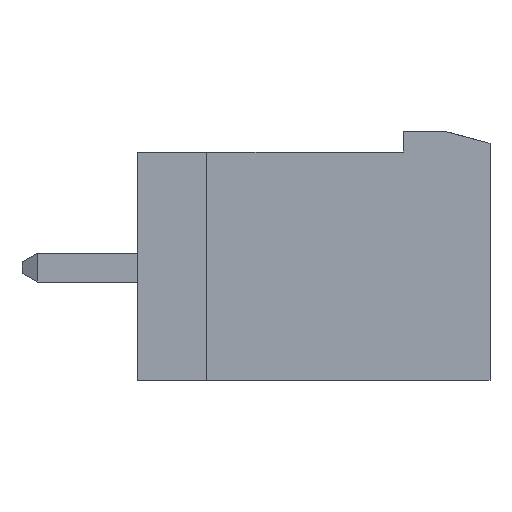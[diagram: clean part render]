
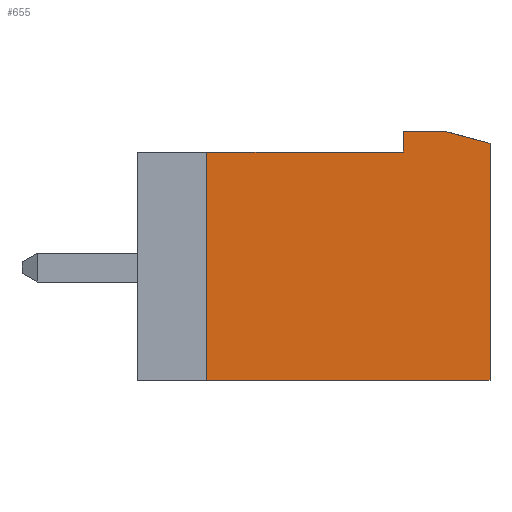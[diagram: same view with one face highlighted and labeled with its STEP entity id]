
A CAD part, front view. The second image highlights one B-rep face of the part: STEP entity #655.
In plain terms, the highlighted planar face has unit normal (0, -1, 0).
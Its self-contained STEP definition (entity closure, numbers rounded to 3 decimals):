
#655 = ADVANCED_FACE( '', ( #1351 ), #1352, .F. );
#1351 = FACE_OUTER_BOUND( '', #2053, .T. );
#1352 = PLANE( '', #2054 );
#2053 = EDGE_LOOP( '', ( #3929, #3930, #3931, #3932, #3933, #3934, #3935 ) );
#2054 = AXIS2_PLACEMENT_3D( '', #3936, #3937, #3938 );
#3929 = ORIENTED_EDGE( '', *, *, #4648, .T. );
#3930 = ORIENTED_EDGE( '', *, *, #4667, .T. );
#3931 = ORIENTED_EDGE( '', *, *, #4658, .T. );
#3932 = ORIENTED_EDGE( '', *, *, #4177, .T. );
#3933 = ORIENTED_EDGE( '', *, *, #4784, .T. );
#3934 = ORIENTED_EDGE( '', *, *, #4332, .T. );
#3935 = ORIENTED_EDGE( '', *, *, #4502, .T. );
#3936 = CARTESIAN_POINT( '', ( 0., -36.56, 60.7 ) );
#3937 = DIRECTION( '', ( 0., 1., 0. ) );
#3938 = DIRECTION( '', ( -1., 0., 0. ) );
#4177 = EDGE_CURVE( '', #5026, #5024, #5027, .T. );
#4332 = EDGE_CURVE( '', #5289, #5287, #5290, .T. );
#4502 = EDGE_CURVE( '', #5287, #5546, #5548, .T. );
#4648 = EDGE_CURVE( '', #5546, #5737, #5739, .T. );
#4658 = EDGE_CURVE( '', #5752, #5026, #5753, .T. );
#4667 = EDGE_CURVE( '', #5737, #5752, #5765, .T. );
#4784 = EDGE_CURVE( '', #5024, #5289, #5895, .T. );
#5024 = VERTEX_POINT( '', #6216 );
#5026 = VERTEX_POINT( '', #6219 );
#5027 = LINE( '', #6220, #6221 );
#5287 = VERTEX_POINT( '', #6611 );
#5289 = VERTEX_POINT( '', #6614 );
#5290 = LINE( '', #6615, #6616 );
#5546 = VERTEX_POINT( '', #6995 );
#5548 = LINE( '', #6998, #6999 );
#5737 = VERTEX_POINT( '', #7284 );
#5739 = LINE( '', #7287, #7288 );
#5752 = VERTEX_POINT( '', #7307 );
#5753 = LINE( '', #7308, #7309 );
#5765 = LINE( '', #7327, #7328 );
#5895 = LINE( '', #7521, #7522 );
#6216 = CARTESIAN_POINT( '', ( 3., -36.56, 52.1 ) );
#6219 = CARTESIAN_POINT( '', ( -6.8, -36.56, 52.1 ) );
#6220 = CARTESIAN_POINT( '', ( 3., -36.56, 52.1 ) );
#6221 = VECTOR( '', #7692, 1000. );
#6611 = CARTESIAN_POINT( '', ( 1.507, -36.56, 60.7 ) );
#6614 = CARTESIAN_POINT( '', ( 3., -36.56, 60.3 ) );
#6615 = CARTESIAN_POINT( '', ( 1.507, -36.56, 60.7 ) );
#6616 = VECTOR( '', #7827, 1000. );
#6995 = CARTESIAN_POINT( '', ( 0., -36.56, 60.7 ) );
#6998 = CARTESIAN_POINT( '', ( 0., -36.56, 60.7 ) );
#6999 = VECTOR( '', #7970, 1000. );
#7284 = CARTESIAN_POINT( '', ( 0., -36.56, 60. ) );
#7287 = CARTESIAN_POINT( '', ( 0., -36.56, 60.2 ) );
#7288 = VECTOR( '', #8077, 1000. );
#7307 = CARTESIAN_POINT( '', ( -6.8, -36.56, 60. ) );
#7308 = CARTESIAN_POINT( '', ( -6.8, -36.56, 52.1 ) );
#7309 = VECTOR( '', #8084, 1000. );
#7327 = CARTESIAN_POINT( '', ( -6.8, -36.56, 60. ) );
#7328 = VECTOR( '', #8094, 1000. );
#7521 = CARTESIAN_POINT( '', ( 3., -36.56, 60.3 ) );
#7522 = VECTOR( '', #8164, 1000. );
#7692 = DIRECTION( '', ( 1., 0., 0. ) );
#7827 = DIRECTION( '', ( -0.966, 0., 0.259 ) );
#7970 = DIRECTION( '', ( -1., 0., 0. ) );
#8077 = DIRECTION( '', ( 0., 0., -1. ) );
#8084 = DIRECTION( '', ( 0., 0., -1. ) );
#8094 = DIRECTION( '', ( -1., 0., 0. ) );
#8164 = DIRECTION( '', ( 0., 0., 1. ) );
